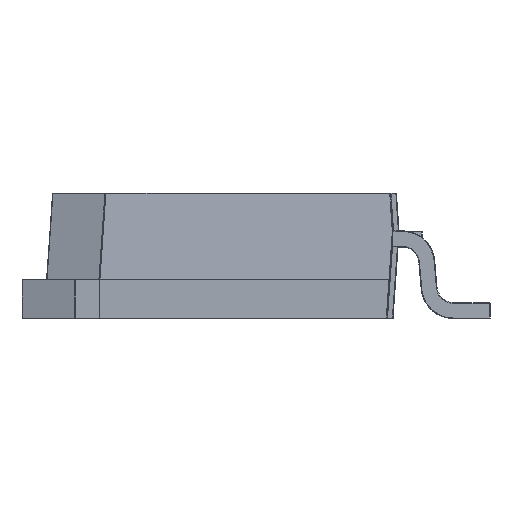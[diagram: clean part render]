
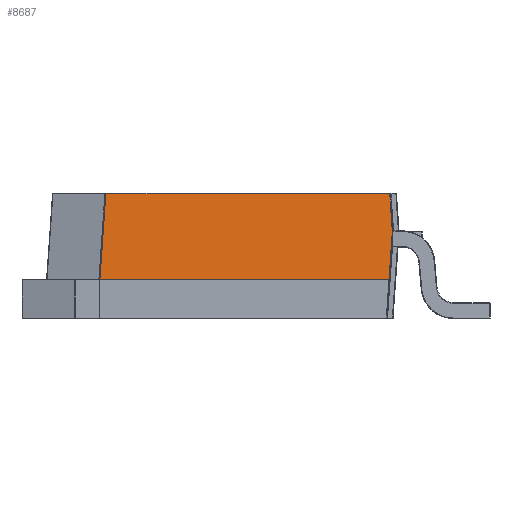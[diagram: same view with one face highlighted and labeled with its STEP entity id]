
A CAD part, left-side view. The second image highlights one B-rep face of the part: STEP entity #8687.
In plain terms, the highlighted planar face has unit normal (-0.998, 0, 0.07).
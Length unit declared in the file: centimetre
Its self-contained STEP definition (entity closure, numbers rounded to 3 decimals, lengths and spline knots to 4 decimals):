
#15 = CARTESIAN_POINT ( 'NONE',  ( -0.8, 1.1929, 0.1602 ) ) ;
#545 = EDGE_CURVE ( 'NONE', #13757, #15778, #1826, .T. ) ;
#860 = EDGE_CURVE ( 'NONE', #15778, #6051, #13726, .T. ) ;
#1826 = B_SPLINE_CURVE_WITH_KNOTS ( 'NONE', 3,
 ( #16556, #4098, #16902, #13127 ),
 .UNSPECIFIED., .F., .F.,
 ( 4, 4 ),
 ( 0., 1. ),
 .UNSPECIFIED. ) ;
#2089 = DIRECTION ( 'NONE',  ( 0., -1., 0. ) ) ;
#2150 = CARTESIAN_POINT ( 'NONE',  ( -0.7757, 1.1686, 0.5078 ) ) ;
#2554 = EDGE_CURVE ( 'NONE', #3542, #8023, #6149, .T. ) ;
#2821 = ORIENTED_EDGE ( 'NONE', *, *, #12790, .F. ) ;
#2935 = DIRECTION ( 'NONE',  ( -0.998, 0., 0.07 ) ) ;
#3282 = ORIENTED_EDGE ( 'NONE', *, *, #14233, .T. ) ;
#3542 = VERTEX_POINT ( 'NONE', #10484 ) ;
#3604 = VECTOR ( 'NONE', #2089, 100. ) ;
#3932 = CARTESIAN_POINT ( 'NONE',  ( -0.8, 0.0161, 0.1602 ) ) ;
#4098 = CARTESIAN_POINT ( 'NONE',  ( -0.7838, 1.1767, 0.3919 ) ) ;
#4111 = DIRECTION ( 'NONE',  ( 0.07, 0.07, 0.995 ) ) ;
#4910 = ORIENTED_EDGE ( 'NONE', *, *, #860, .T. ) ;
#4922 = LINE ( 'NONE', #3932, #11574 ) ;
#5095 = CARTESIAN_POINT ( 'NONE',  ( -0.8, 0.0161, 0.1602 ) ) ;
#5370 = CARTESIAN_POINT ( 'NONE',  ( -0.7864, 0.0025, 0.3553 ) ) ;
#5527 = PLANE ( 'NONE',  #10027 ) ;
#5670 = CARTESIAN_POINT ( 'NONE',  ( -0.7757, 0.6478, 0.5078 ) ) ;
#6051 = VERTEX_POINT ( 'NONE', #5095 ) ;
#6149 = LINE ( 'NONE', #5370, #16261 ) ;
#8023 = VERTEX_POINT ( 'NONE', #14139 ) ;
#8490 = FACE_OUTER_BOUND ( 'NONE', #14617, .T. ) ;
#8687 = ADVANCED_FACE ( 'NONE', ( #8490 ), #5527, .T. ) ;
#8915 = LINE ( 'NONE', #5670, #15907 ) ;
#9193 = ORIENTED_EDGE ( 'NONE', *, *, #545, .T. ) ;
#9580 = ORIENTED_EDGE ( 'NONE', *, *, #2554, .T. ) ;
#10027 = AXIS2_PLACEMENT_3D ( 'NONE', #10859, #2935, #12187 ) ;
#10295 = DIRECTION ( 'NONE',  ( 0.07, -0.07, 0.995 ) ) ;
#10484 = CARTESIAN_POINT ( 'NONE',  ( -0.7864, 0.0025, 0.3553 ) ) ;
#10859 = CARTESIAN_POINT ( 'NONE',  ( -0.7878, 0.6311, 0.3351 ) ) ;
#11574 = VECTOR ( 'NONE', #10295, 100. ) ;
#12187 = DIRECTION ( 'NONE',  ( 0.07, 0., 0.998 ) ) ;
#12790 = EDGE_CURVE ( 'NONE', #13757, #8023, #8915, .T. ) ;
#13127 = CARTESIAN_POINT ( 'NONE',  ( -0.8, 1.1929, 0.1602 ) ) ;
#13726 = LINE ( 'NONE', #16795, #3604 ) ;
#13757 = VERTEX_POINT ( 'NONE', #2150 ) ;
#14139 = CARTESIAN_POINT ( 'NONE',  ( -0.7757, 0.0132, 0.5078 ) ) ;
#14233 = EDGE_CURVE ( 'NONE', #6051, #3542, #4922, .T. ) ;
#14617 = EDGE_LOOP ( 'NONE', ( #4910, #3282, #9580, #2821, #9193 ) ) ;
#15778 = VERTEX_POINT ( 'NONE', #15 ) ;
#15907 = VECTOR ( 'NONE', #16161, 100. ) ;
#16161 = DIRECTION ( 'NONE',  ( 0., -1., 0. ) ) ;
#16261 = VECTOR ( 'NONE', #4111, 100. ) ;
#16556 = CARTESIAN_POINT ( 'NONE',  ( -0.7757, 1.1686, 0.5078 ) ) ;
#16795 = CARTESIAN_POINT ( 'NONE',  ( -0.8, 0.6311, 0.1602 ) ) ;
#16902 = CARTESIAN_POINT ( 'NONE',  ( -0.7919, 1.1848, 0.276 ) ) ;
